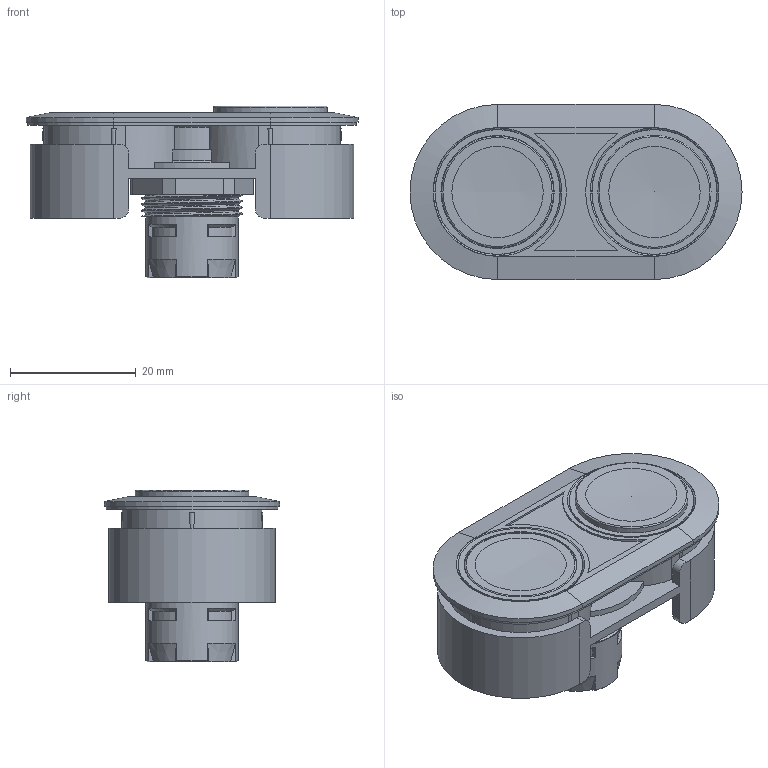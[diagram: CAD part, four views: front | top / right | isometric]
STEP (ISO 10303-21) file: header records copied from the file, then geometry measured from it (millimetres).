
FILE_DESCRIPTION(/* description */ (''),/* implementation_level */ '2;1');
FILE_NAME(/* name */ 'RRJDTLRHGR.stp',/* time_stamp */ '2016-03-22T08:51:31+01:00',/* author */ ('mharscher'),/* organization */ (''),/* preprocessor_version */ 'ST-DEVELOPER v15.2',/* originating_system */ 'Autodesk Inventor 2014',/* authorisation */ '');
FILE_SCHEMA (('CONFIG_CONTROL_DESIGN'));
Length unit declared in the file: centimetre
Products named in the file (1): RRJDTLR
Bounding box: 52.9 x 27.9 x 27.37 mm (x, y, z)
Volume: 14517 mm3; surface area: 7920.1 mm2
Topology: 1 solids, 1 shells, 199 faces, 532 edges, 351 vertices
Faces by surface type: plane 111, cylinder 50, cone 24, bspline 8, torus 4, sphere 2
Full cylindrical faces by diameter (mm): 14.7 x1, 17.8 x1, 18.05 x2, 19.9 x2, 20.05 x2
Entity records: 9221 total; most frequent: CARTESIAN_POINT 4352, ORIENTED_EDGE 1022, DIRECTION 992, EDGE_CURVE 511, AXIS2_PLACEMENT_3D 361, VERTEX_POINT 343, LINE 270, VECTOR 270
